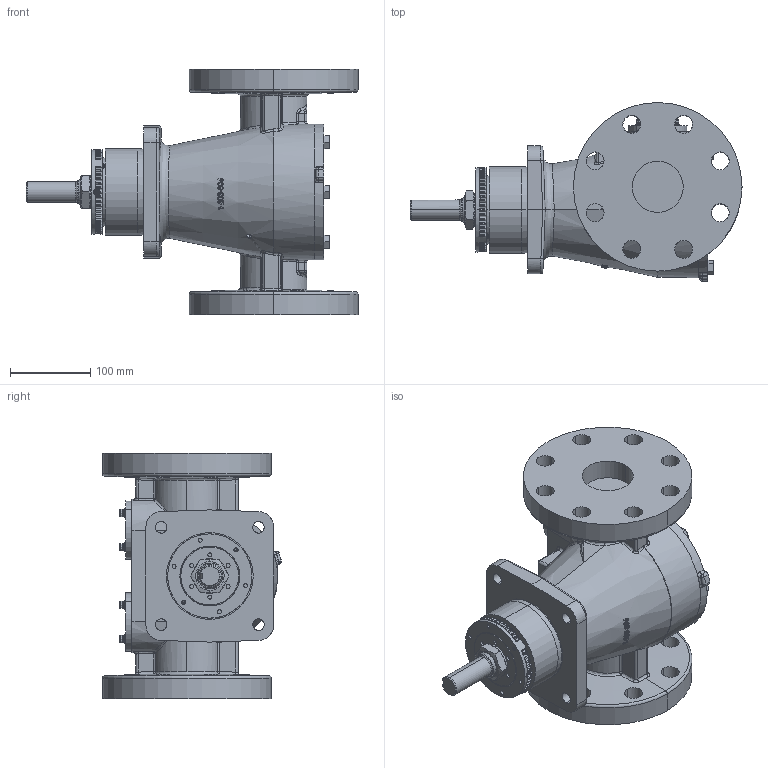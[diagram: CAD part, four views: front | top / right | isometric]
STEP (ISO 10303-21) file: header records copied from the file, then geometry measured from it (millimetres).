
FILE_DESCRIPTION (( 'STEP AP214' ), '1' );
FILE_NAME ('AV-950.STEP', '2019-05-24T18:58:02', ( '' ), ( '' ), 'SwSTEP 2.0', 'SolidWorks 2018', '' );
FILE_SCHEMA (( 'AUTOMOTIVE_DESIGN' ));
Length unit declared in the file: inch
Products named in the file (1): AV-950
Bounding box: 412.62 x 222.18 x 304.8 mm (x, y, z)
Volume: 7423598.4 mm3; surface area: 443119.7 mm2
Topology: 1 solids, 1 shells, 2181 faces, 5553 edges, 3528 vertices
Faces by surface type: plane 1032, cylinder 508, bspline 344, cone 211, torus 44, sphere 42
Entity records: 119043 total; most frequent: CARTESIAN_POINT 49775, ORIENTED_EDGE 11054, DIRECTION 9272, EDGE_CURVE 5527, VERTEX_POINT 3528, AXIS2_PLACEMENT_3D 3347, LINE 2578, VECTOR 2578
